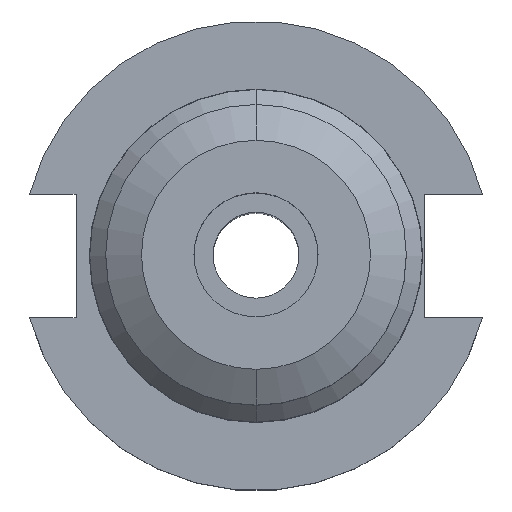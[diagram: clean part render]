
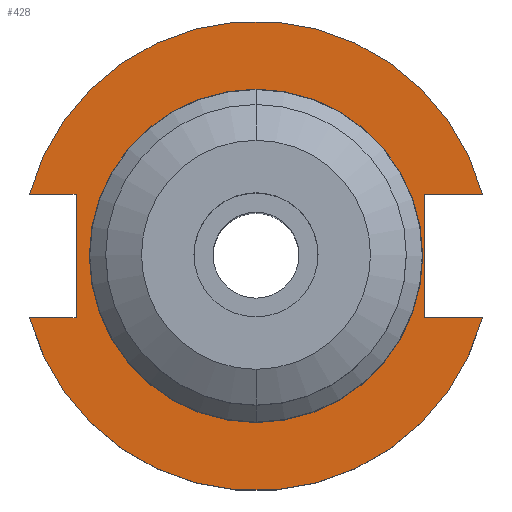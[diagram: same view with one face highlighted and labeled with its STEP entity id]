
A CAD part, top view. The second image highlights one B-rep face of the part: STEP entity #428.
In plain terms, the highlighted planar face has unit normal (0, 0, 1).
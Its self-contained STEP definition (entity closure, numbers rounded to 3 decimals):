
#11 = CARTESIAN_POINT ( 'NONE',  ( 0., 0., 19.05 ) ) ;
#41 = CIRCLE ( 'NONE', #534, 34.925 ) ;
#72 = EDGE_CURVE ( 'NONE', #1325, #1406, #340, .T. ) ;
#73 = DIRECTION ( 'NONE',  ( -1., 0., 0. ) ) ;
#147 = DIRECTION ( 'NONE',  ( 0., 0., 1. ) ) ;
#163 = CARTESIAN_POINT ( 'NONE',  ( -47.477, 12.954, 19.05 ) ) ;
#170 = EDGE_CURVE ( 'NONE', #1503, #714, #41, .T. ) ;
#225 = AXIS2_PLACEMENT_3D ( 'NONE', #11, #554, #1984 ) ;
#267 = ORIENTED_EDGE ( 'NONE', *, *, #72, .F. ) ;
#275 = DIRECTION ( 'NONE',  ( 1., 0., 0. ) ) ;
#282 = VERTEX_POINT ( 'NONE', #1380 ) ;
#340 = LINE ( 'NONE', #1754, #1927 ) ;
#347 = DIRECTION ( 'NONE',  ( 1., 0., 0. ) ) ;
#352 = CARTESIAN_POINT ( 'NONE',  ( 35.306, -12.954, 19.05 ) ) ;
#363 = ORIENTED_EDGE ( 'NONE', *, *, #471, .F. ) ;
#383 = AXIS2_PLACEMENT_3D ( 'NONE', #433, #1355, #275 ) ;
#387 = ORIENTED_EDGE ( 'NONE', *, *, #170, .F. ) ;
#428 = ADVANCED_FACE ( 'NONE', ( #1529, #1098 ), #1849, .T. ) ;
#433 = CARTESIAN_POINT ( 'NONE',  ( 0., 0., 19.05 ) ) ;
#443 = CIRCLE ( 'NONE', #1312, 49.212 ) ;
#462 = DIRECTION ( 'NONE',  ( 1., 0., 0. ) ) ;
#471 = EDGE_CURVE ( 'NONE', #1685, #1969, #625, .T. ) ;
#490 = CARTESIAN_POINT ( 'NONE',  ( -63.719, 12.954, 19.05 ) ) ;
#515 = CARTESIAN_POINT ( 'NONE',  ( 0., 0., 19.05 ) ) ;
#525 = CARTESIAN_POINT ( 'NONE',  ( -47.477, -12.954, 19.05 ) ) ;
#534 = AXIS2_PLACEMENT_3D ( 'NONE', #1074, #147, #462 ) ;
#543 = ORIENTED_EDGE ( 'NONE', *, *, #1747, .F. ) ;
#554 = DIRECTION ( 'NONE',  ( 0., 0., 1. ) ) ;
#587 = ORIENTED_EDGE ( 'NONE', *, *, #889, .F. ) ;
#625 = LINE ( 'NONE', #642, #1812 ) ;
#626 = ORIENTED_EDGE ( 'NONE', *, *, #1512, .F. ) ;
#642 = CARTESIAN_POINT ( 'NONE',  ( -63.719, -12.954, 19.05 ) ) ;
#650 = EDGE_CURVE ( 'NONE', #887, #757, #1935, .T. ) ;
#670 = ORIENTED_EDGE ( 'NONE', *, *, #1372, .T. ) ;
#677 = CIRCLE ( 'NONE', #225, 34.925 ) ;
#714 = VERTEX_POINT ( 'NONE', #1415 ) ;
#753 = EDGE_CURVE ( 'NONE', #1589, #1325, #1299, .T. ) ;
#754 = ORIENTED_EDGE ( 'NONE', *, *, #1828, .F. ) ;
#757 = VERTEX_POINT ( 'NONE', #163 ) ;
#788 = CARTESIAN_POINT ( 'NONE',  ( 35.306, 12.954, 19.05 ) ) ;
#791 = DIRECTION ( 'NONE',  ( -1., 0., 0. ) ) ;
#809 = CARTESIAN_POINT ( 'NONE',  ( -37.719, -12.954, 19.05 ) ) ;
#832 = CARTESIAN_POINT ( 'NONE',  ( 35.306, 12.954, 19.05 ) ) ;
#862 = VECTOR ( 'NONE', #1852, 1000. ) ;
#870 = LINE ( 'NONE', #1170, #1629 ) ;
#887 = VERTEX_POINT ( 'NONE', #1532 ) ;
#889 = EDGE_CURVE ( 'NONE', #714, #1503, #677, .T. ) ;
#910 = EDGE_LOOP ( 'NONE', ( #670, #267, #1795, #543, #1897, #626, #754, #363 ) ) ;
#939 = DIRECTION ( 'NONE',  ( 1., 0., 0. ) ) ;
#997 = LINE ( 'NONE', #490, #1118 ) ;
#1074 = CARTESIAN_POINT ( 'NONE',  ( 0., 0., 19.05 ) ) ;
#1098 = FACE_OUTER_BOUND ( 'NONE', #910, .T. ) ;
#1118 = VECTOR ( 'NONE', #791, 1000. ) ;
#1139 = DIRECTION ( 'NONE',  ( 1., 0., 0. ) ) ;
#1170 = CARTESIAN_POINT ( 'NONE',  ( -37.719, 12.954, 19.05 ) ) ;
#1177 = CARTESIAN_POINT ( 'NONE',  ( 47.477, -12.954, 19.05 ) ) ;
#1258 = CARTESIAN_POINT ( 'NONE',  ( 35.306, 12.954, 19.05 ) ) ;
#1299 = LINE ( 'NONE', #1258, #862 ) ;
#1312 = AXIS2_PLACEMENT_3D ( 'NONE', #515, #1350, #1642 ) ;
#1325 = VERTEX_POINT ( 'NONE', #352 ) ;
#1332 = AXIS2_PLACEMENT_3D ( 'NONE', #1587, #1878, #939 ) ;
#1350 = DIRECTION ( 'NONE',  ( 0., 0., 1. ) ) ;
#1355 = DIRECTION ( 'NONE',  ( 0., 0., 1. ) ) ;
#1372 = EDGE_CURVE ( 'NONE', #1685, #1406, #443, .T. ) ;
#1380 = CARTESIAN_POINT ( 'NONE',  ( -37.719, 12.954, 19.05 ) ) ;
#1406 = VERTEX_POINT ( 'NONE', #1177 ) ;
#1415 = CARTESIAN_POINT ( 'NONE',  ( 34.925, 0., 19.05 ) ) ;
#1503 = VERTEX_POINT ( 'NONE', #1947 ) ;
#1505 = EDGE_LOOP ( 'NONE', ( #587, #387 ) ) ;
#1512 = EDGE_CURVE ( 'NONE', #282, #757, #997, .T. ) ;
#1529 = FACE_BOUND ( 'NONE', #1505, .T. ) ;
#1532 = CARTESIAN_POINT ( 'NONE',  ( 47.477, 12.954, 19.05 ) ) ;
#1565 = VECTOR ( 'NONE', #73, 1000. ) ;
#1587 = CARTESIAN_POINT ( 'NONE',  ( 0., 49.212, 19.05 ) ) ;
#1589 = VERTEX_POINT ( 'NONE', #788 ) ;
#1629 = VECTOR ( 'NONE', #1781, 1000. ) ;
#1642 = DIRECTION ( 'NONE',  ( 1., 0., 0. ) ) ;
#1685 = VERTEX_POINT ( 'NONE', #525 ) ;
#1747 = EDGE_CURVE ( 'NONE', #887, #1589, #1857, .T. ) ;
#1754 = CARTESIAN_POINT ( 'NONE',  ( 35.306, -12.954, 19.05 ) ) ;
#1781 = DIRECTION ( 'NONE',  ( 0., 1., 0. ) ) ;
#1795 = ORIENTED_EDGE ( 'NONE', *, *, #753, .F. ) ;
#1812 = VECTOR ( 'NONE', #347, 1000. ) ;
#1828 = EDGE_CURVE ( 'NONE', #1969, #282, #870, .T. ) ;
#1849 = PLANE ( 'NONE',  #1332 ) ;
#1852 = DIRECTION ( 'NONE',  ( 0., -1., 0. ) ) ;
#1857 = LINE ( 'NONE', #832, #1565 ) ;
#1878 = DIRECTION ( 'NONE',  ( 0., 0., 1. ) ) ;
#1897 = ORIENTED_EDGE ( 'NONE', *, *, #650, .T. ) ;
#1927 = VECTOR ( 'NONE', #1139, 1000. ) ;
#1935 = CIRCLE ( 'NONE', #383, 49.212 ) ;
#1947 = CARTESIAN_POINT ( 'NONE',  ( -34.925, 0., 19.05 ) ) ;
#1969 = VERTEX_POINT ( 'NONE', #809 ) ;
#1984 = DIRECTION ( 'NONE',  ( 1., 0., 0. ) ) ;
